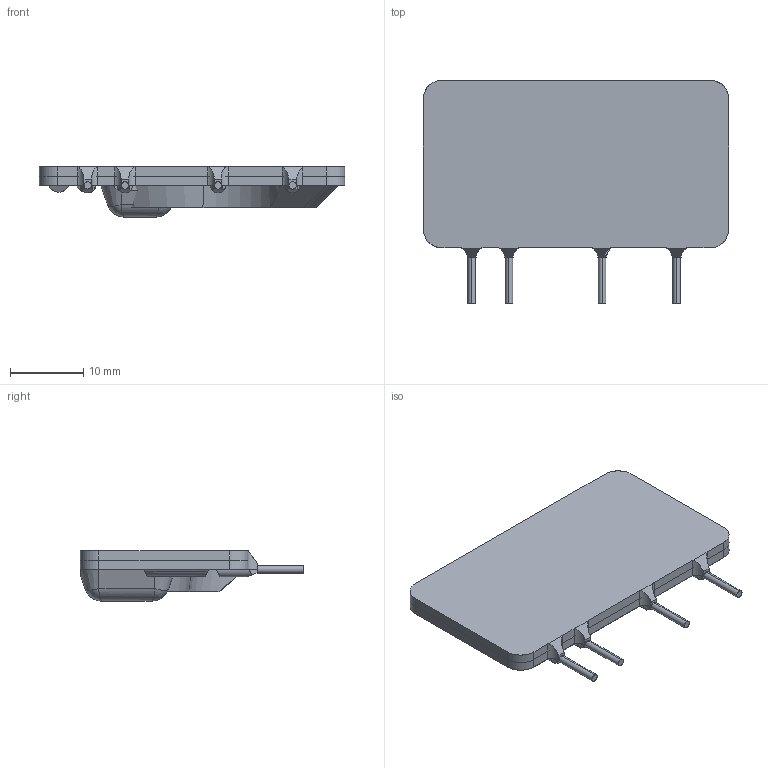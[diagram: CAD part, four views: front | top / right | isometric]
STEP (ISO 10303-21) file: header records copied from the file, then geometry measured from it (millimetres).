
FILE_DESCRIPTION (( 'STEP AP214' ), '1' );
FILE_NAME ('100401.STEP', '2011-07-02T16:01:09', ( 'LALo' ), ( 'Edi Foundation' ), 'SwSTEP 2.0', 'SolidWorks 2011', '' );
FILE_SCHEMA (( 'AUTOMOTIVE_DESIGN' ));
Length unit declared in the file: inch
Products named in the file (1): 100401
Bounding box: 41.66 x 30.48 x 6.86 mm (x, y, z)
Surface area: 6703.8 mm2 (no closed solid volume)
Topology: 0 solids, 163 shells, 164 faces, 841 edges, 836 vertices
Faces by surface type: plane 98, cylinder 56, cone 6, bspline 4
Entity records: 14929 total; most frequent: CARTESIAN_POINT 8796, DIRECTION 993, ORIENTED_EDGE 838, EDGE_CURVE 837, VERTEX_POINT 836, VECTOR 477, LINE 477, B_SPLINE_CURVE_WITH_KNOTS 263
